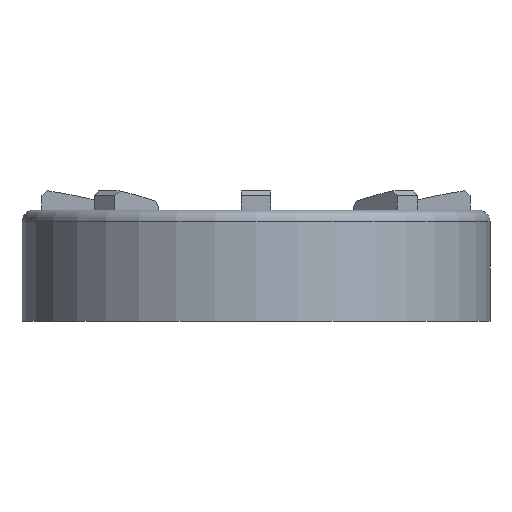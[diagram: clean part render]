
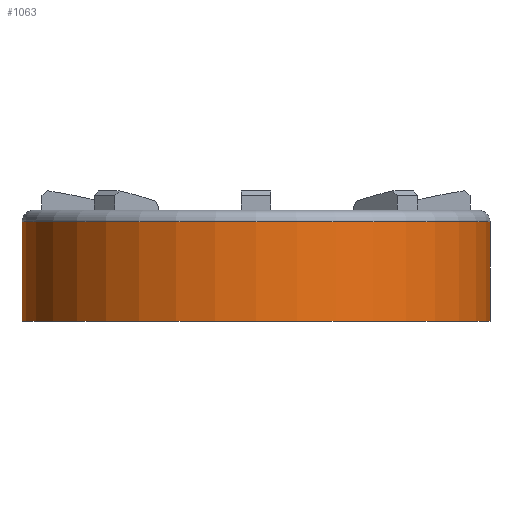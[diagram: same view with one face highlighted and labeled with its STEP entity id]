
A CAD part, left-side view. The second image highlights one B-rep face of the part: STEP entity #1063.
In plain terms, the highlighted cylindrical face has radius 20 mm (diameter 40 mm), a full revolution.
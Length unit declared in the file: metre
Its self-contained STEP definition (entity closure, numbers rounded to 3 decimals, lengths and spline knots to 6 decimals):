
#338=ORIENTED_EDGE('',*,*,#648,.F.);
#339=ORIENTED_EDGE('',*,*,#649,.T.);
#648=EDGE_CURVE('',#804,#804,#875,.T.);
#649=EDGE_CURVE('',#805,#805,#876,.T.);
#804=VERTEX_POINT('',#1683);
#805=VERTEX_POINT('',#1685);
#875=CIRCLE('',#1146,0.02);
#876=CIRCLE('',#1147,0.02);
#905=EDGE_LOOP('',(#338));
#906=EDGE_LOOP('',(#339));
#984=FACE_BOUND('',#905,.T.);
#985=FACE_BOUND('',#906,.T.);
#1052=CYLINDRICAL_SURFACE('',#1145,0.02);
#1063=ADVANCED_FACE('',(#984,#985),#1052,.T.);
#1145=AXIS2_PLACEMENT_3D('',#1681,#1243,#1244);
#1146=AXIS2_PLACEMENT_3D('',#1682,#1245,#1246);
#1147=AXIS2_PLACEMENT_3D('',#1684,#1247,#1248);
#1243=DIRECTION('',(0.,0.,1.));
#1244=DIRECTION('',(1.,0.,0.));
#1245=DIRECTION('',(0.,0.,1.));
#1246=DIRECTION('',(1.,0.,0.));
#1247=DIRECTION('',(0.,0.,1.));
#1248=DIRECTION('',(1.,0.,0.));
#1681=CARTESIAN_POINT('',(0.,0.,-0.003276));
#1682=CARTESIAN_POINT('',(0.,0.,-0.001174));
#1683=CARTESIAN_POINT('',(0.02,0.,-0.001174));
#1684=CARTESIAN_POINT('',(0.,0.,-0.009668));
#1685=CARTESIAN_POINT('',(0.02,0.,-0.009668));
